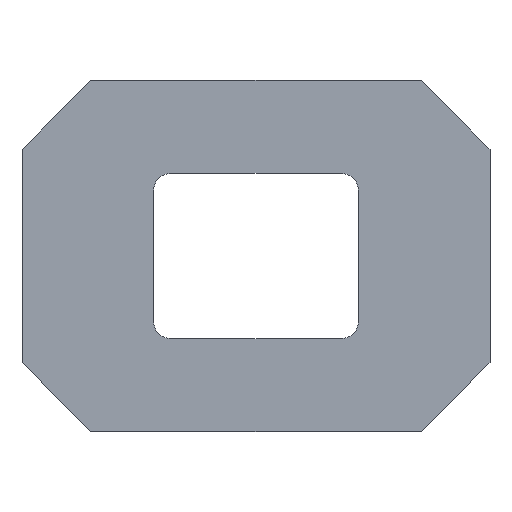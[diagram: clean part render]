
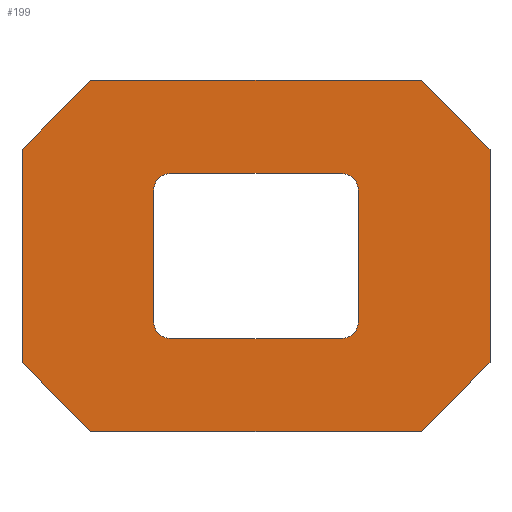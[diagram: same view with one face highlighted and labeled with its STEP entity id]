
A CAD part, top view. The second image highlights one B-rep face of the part: STEP entity #199.
In plain terms, the highlighted planar face has unit normal (0, 0, 1).
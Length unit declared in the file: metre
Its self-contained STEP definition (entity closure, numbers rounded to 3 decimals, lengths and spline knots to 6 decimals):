
#199 = ADVANCED_FACE( '', ( #510, #511 ), #512, .T. );
#510 = FACE_BOUND( '', #965, .T. );
#511 = FACE_OUTER_BOUND( '', #966, .T. );
#512 = PLANE( '', #967 );
#965 = EDGE_LOOP( '', ( #1548, #1549, #1550, #1551, #1552, #1553, #1554, #1555 ) );
#966 = EDGE_LOOP( '', ( #1556, #1557, #1558, #1559, #1560, #1561, #1562, #1563 ) );
#967 = AXIS2_PLACEMENT_3D( '', #1564, #1565, #1566 );
#1548 = ORIENTED_EDGE( '', *, *, #2744, .F. );
#1549 = ORIENTED_EDGE( '', *, *, #2745, .T. );
#1550 = ORIENTED_EDGE( '', *, *, #2746, .T. );
#1551 = ORIENTED_EDGE( '', *, *, #2747, .T. );
#1552 = ORIENTED_EDGE( '', *, *, #2671, .T. );
#1553 = ORIENTED_EDGE( '', *, *, #2748, .T. );
#1554 = ORIENTED_EDGE( '', *, *, #2749, .F. );
#1555 = ORIENTED_EDGE( '', *, *, #2726, .T. );
#1556 = ORIENTED_EDGE( '', *, *, #2750, .F. );
#1557 = ORIENTED_EDGE( '', *, *, #2751, .T. );
#1558 = ORIENTED_EDGE( '', *, *, #2752, .T. );
#1559 = ORIENTED_EDGE( '', *, *, #2753, .T. );
#1560 = ORIENTED_EDGE( '', *, *, #2754, .F. );
#1561 = ORIENTED_EDGE( '', *, *, #2755, .F. );
#1562 = ORIENTED_EDGE( '', *, *, #2756, .T. );
#1563 = ORIENTED_EDGE( '', *, *, #2757, .F. );
#1564 = CARTESIAN_POINT( '', ( 0.128905, 0.22072, 0.058 ) );
#1565 = DIRECTION( '', ( 0., 0., 1. ) );
#1566 = DIRECTION( '', ( 1., 0., 0. ) );
#2671 = EDGE_CURVE( '', #3225, #3223, #3226, .T. );
#2726 = EDGE_CURVE( '', #3319, #3320, #3321, .F. );
#2744 = EDGE_CURVE( '', #3349, #3320, #3350, .T. );
#2745 = EDGE_CURVE( '', #3349, #3351, #3352, .F. );
#2746 = EDGE_CURVE( '', #3351, #3353, #3354, .T. );
#2747 = EDGE_CURVE( '', #3353, #3225, #3355, .F. );
#2748 = EDGE_CURVE( '', #3223, #3356, #3357, .F. );
#2749 = EDGE_CURVE( '', #3319, #3356, #3358, .T. );
#2750 = EDGE_CURVE( '', #3359, #3360, #3361, .T. );
#2751 = EDGE_CURVE( '', #3359, #3362, #3363, .T. );
#2752 = EDGE_CURVE( '', #3362, #3364, #3365, .T. );
#2753 = EDGE_CURVE( '', #3364, #3366, #3367, .T. );
#2754 = EDGE_CURVE( '', #3368, #3366, #3369, .T. );
#2755 = EDGE_CURVE( '', #3370, #3368, #3371, .T. );
#2756 = EDGE_CURVE( '', #3370, #3372, #3373, .T. );
#2757 = EDGE_CURVE( '', #3360, #3372, #3374, .T. );
#3223 = VERTEX_POINT( '', #4017 );
#3225 = VERTEX_POINT( '', #4020 );
#3226 = LINE( '', #4021, #4022 );
#3319 = VERTEX_POINT( '', #4150 );
#3320 = VERTEX_POINT( '', #4151 );
#3321 = CIRCLE( '', #4152, 0.0052 );
#3349 = VERTEX_POINT( '', #4188 );
#3350 = LINE( '', #4189, #4190 );
#3351 = VERTEX_POINT( '', #4191 );
#3352 = CIRCLE( '', #4192, 0.0052 );
#3353 = VERTEX_POINT( '', #4193 );
#3354 = LINE( '', #4194, #4195 );
#3355 = CIRCLE( '', #4196, 0.0052 );
#3356 = VERTEX_POINT( '', #4197 );
#3357 = CIRCLE( '', #4198, 0.0052 );
#3358 = LINE( '', #4199, #4200 );
#3359 = VERTEX_POINT( '', #4201 );
#3360 = VERTEX_POINT( '', #4202 );
#3361 = LINE( '', #4203, #4204 );
#3362 = VERTEX_POINT( '', #4205 );
#3363 = LINE( '', #4206, #4207 );
#3364 = VERTEX_POINT( '', #4208 );
#3365 = LINE( '', #4209, #4210 );
#3366 = VERTEX_POINT( '', #4211 );
#3367 = LINE( '', #4212, #4213 );
#3368 = VERTEX_POINT( '', #4214 );
#3369 = LINE( '', #4215, #4216 );
#3370 = VERTEX_POINT( '', #4217 );
#3371 = LINE( '', #4218, #4219 );
#3372 = VERTEX_POINT( '', #4220 );
#3373 = LINE( '', #4221, #4222 );
#3374 = LINE( '', #4223, #4224 );
#4017 = CARTESIAN_POINT( '', ( 0.283911, 0.24597, 0.058 ) );
#4020 = CARTESIAN_POINT( '', ( 0.231711, 0.24597, 0.058 ) );
#4021 = CARTESIAN_POINT( '', ( 0.233994, 0.24597, 0.058 ) );
#4022 = VECTOR( '', #4961, 1. );
#4150 = CARTESIAN_POINT( '', ( 0.289111, 0.20067, 0.058 ) );
#4151 = CARTESIAN_POINT( '', ( 0.283911, 0.19547, 0.058 ) );
#4152 = AXIS2_PLACEMENT_3D( '', #5024, #5025, #5026 );
#4188 = CARTESIAN_POINT( '', ( 0.231711, 0.19547, 0.058 ) );
#4189 = CARTESIAN_POINT( '', ( 0.281628, 0.19547, 0.058 ) );
#4190 = VECTOR( '', #5047, 1. );
#4191 = CARTESIAN_POINT( '', ( 0.226511, 0.20067, 0.058 ) );
#4192 = AXIS2_PLACEMENT_3D( '', #5048, #5049, #5050 );
#4193 = CARTESIAN_POINT( '', ( 0.226511, 0.24077, 0.058 ) );
#4194 = CARTESIAN_POINT( '', ( 0.226511, 0.205095, 0.058 ) );
#4195 = VECTOR( '', #5051, 1. );
#4196 = AXIS2_PLACEMENT_3D( '', #5052, #5053, #5054 );
#4197 = CARTESIAN_POINT( '', ( 0.289111, 0.24077, 0.058 ) );
#4198 = AXIS2_PLACEMENT_3D( '', #5055, #5056, #5057 );
#4199 = CARTESIAN_POINT( '', ( 0.289111, 0.236345, 0.058 ) );
#4200 = VECTOR( '', #5058, 1. );
#4201 = CARTESIAN_POINT( '', ( 0.207231, 0.16702, 0.058 ) );
#4202 = CARTESIAN_POINT( '', ( 0.186211, 0.188041, 0.058 ) );
#4203 = CARTESIAN_POINT( '', ( 0.196721, 0.177531, 0.058 ) );
#4204 = VECTOR( '', #5059, 1. );
#4205 = CARTESIAN_POINT( '', ( 0.30839, 0.16702, 0.058 ) );
#4206 = CARTESIAN_POINT( '', ( 0.257811, 0.16702, 0.058 ) );
#4207 = VECTOR( '', #5060, 1. );
#4208 = CARTESIAN_POINT( '', ( 0.329411, 0.188041, 0.058 ) );
#4209 = CARTESIAN_POINT( '', ( 0.318901, 0.177531, 0.058 ) );
#4210 = VECTOR( '', #5061, 1. );
#4211 = CARTESIAN_POINT( '', ( 0.329411, 0.2534, 0.058 ) );
#4212 = CARTESIAN_POINT( '', ( 0.329411, 0.22072, 0.058 ) );
#4213 = VECTOR( '', #5062, 1. );
#4214 = CARTESIAN_POINT( '', ( 0.30839, 0.27442, 0.058 ) );
#4215 = CARTESIAN_POINT( '', ( 0.318901, 0.26391, 0.058 ) );
#4216 = VECTOR( '', #5063, 1. );
#4217 = CARTESIAN_POINT( '', ( 0.207231, 0.27442, 0.058 ) );
#4218 = CARTESIAN_POINT( '', ( 0.257811, 0.27442, 0.058 ) );
#4219 = VECTOR( '', #5064, 1. );
#4220 = CARTESIAN_POINT( '', ( 0.186211, 0.2534, 0.058 ) );
#4221 = CARTESIAN_POINT( '', ( 0.196721, 0.26391, 0.058 ) );
#4222 = VECTOR( '', #5065, 1. );
#4223 = CARTESIAN_POINT( '', ( 0.186211, 0.22072, 0.058 ) );
#4224 = VECTOR( '', #5066, 1. );
#4961 = DIRECTION( '', ( 1., 0., 0. ) );
#5024 = CARTESIAN_POINT( '', ( 0.283911, 0.20067, 0.058 ) );
#5025 = DIRECTION( '', ( 0., 0., 1. ) );
#5026 = DIRECTION( '', ( 1., 0., 0. ) );
#5047 = DIRECTION( '', ( 1., 0., 0. ) );
#5048 = CARTESIAN_POINT( '', ( 0.231711, 0.20067, 0.058 ) );
#5049 = DIRECTION( '', ( 0., 0., 1. ) );
#5050 = DIRECTION( '', ( 1., 0., 0. ) );
#5051 = DIRECTION( '', ( 0., 1., 0. ) );
#5052 = CARTESIAN_POINT( '', ( 0.231711, 0.24077, 0.058 ) );
#5053 = DIRECTION( '', ( 0., 0., 1. ) );
#5054 = DIRECTION( '', ( 1., 0., 0. ) );
#5055 = CARTESIAN_POINT( '', ( 0.283911, 0.24077, 0.058 ) );
#5056 = DIRECTION( '', ( 0., 0., 1. ) );
#5057 = DIRECTION( '', ( 1., 0., 0. ) );
#5058 = DIRECTION( '', ( 0., 1., 0. ) );
#5059 = DIRECTION( '', ( -0.707, 0.707, 0. ) );
#5060 = DIRECTION( '', ( 1., 0., 0. ) );
#5061 = DIRECTION( '', ( 0.707, 0.707, 0. ) );
#5062 = DIRECTION( '', ( 0., 1., 0. ) );
#5063 = DIRECTION( '', ( 0.707, -0.707, 0. ) );
#5064 = DIRECTION( '', ( 1., 0., 0. ) );
#5065 = DIRECTION( '', ( -0.707, -0.707, 0. ) );
#5066 = DIRECTION( '', ( 0., 1., 0. ) );
